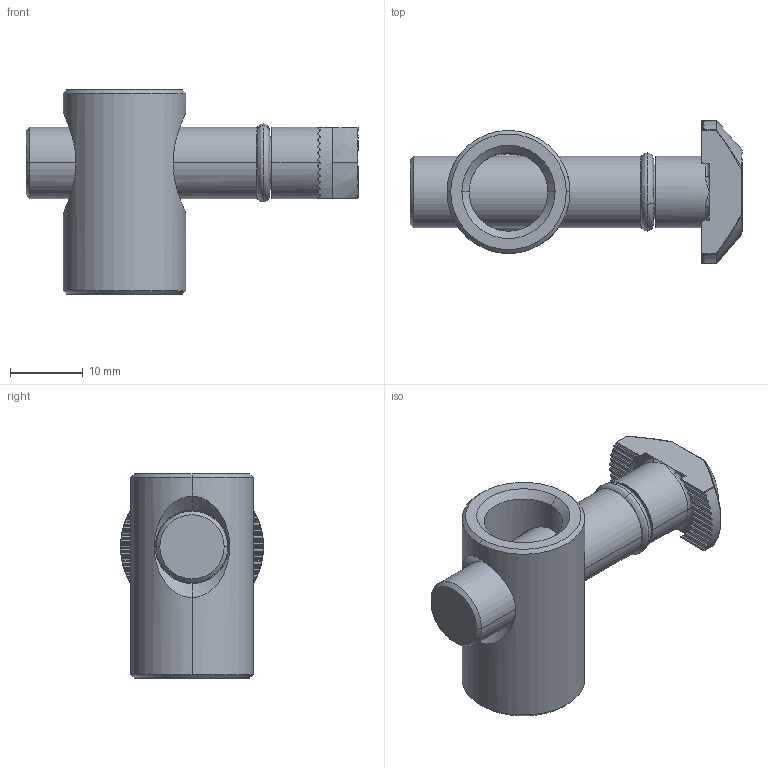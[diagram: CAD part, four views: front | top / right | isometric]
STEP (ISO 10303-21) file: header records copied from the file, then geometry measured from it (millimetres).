
FILE_DESCRIPTION (( 'STEP AP214' ), '1' );
FILE_NAME ('099b10171090.STEP', '2014-08-28T12:08:03', ( '' ), ( '' ), 'SwSTEP 2.0', 'SolidWorks 2014', '' );
FILE_SCHEMA (( 'AUTOMOTIVE_DESIGN' ));
Length unit declared in the file: millimetre
Products named in the file (1): 099b10171090
Bounding box: 45.5 x 19.6 x 28 mm (x, y, z)
Volume: 7603.4 mm3; surface area: 5504.4 mm2
Topology: 4 solids, 4 shells, 251 faces, 683 edges, 430 vertices
Faces by surface type: cylinder 111, plane 73, bspline 42, cone 25
Entity records: 14639 total; most frequent: CARTESIAN_POINT 6390, ORIENTED_EDGE 1350, DIRECTION 886, EDGE_CURVE 675, VERTEX_POINT 430, AXIS2_PLACEMENT_3D 330, UNCERTAINTY_MEASURE_WITH_UNIT 257, EDGE_LOOP 257
